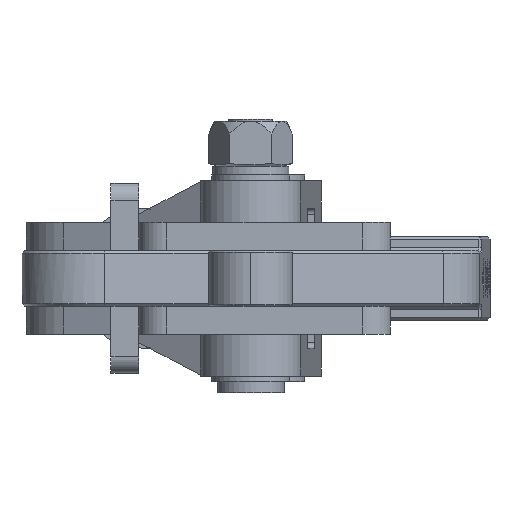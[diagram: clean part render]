
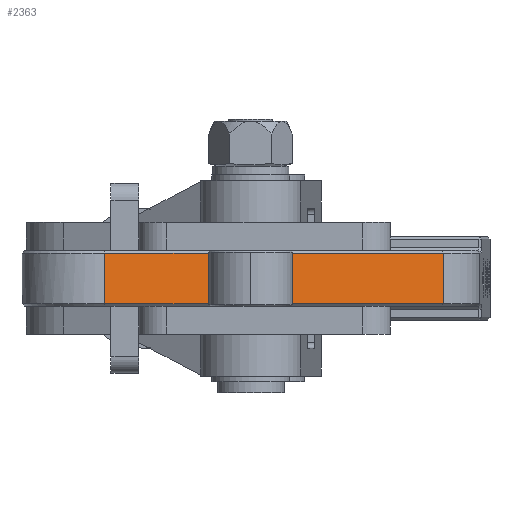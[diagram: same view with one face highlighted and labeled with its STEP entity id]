
A CAD part, front view. The second image highlights one B-rep face of the part: STEP entity #2363.
In plain terms, the highlighted face is planar.
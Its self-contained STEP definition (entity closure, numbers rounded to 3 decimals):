
#2363 = ADVANCED_FACE ( 'NONE', ( #32185 ), #23917, .F. ) ;
#4728 = LINE ( 'NONE', #12024, #4730 ) ;
#4730 = VECTOR ( 'NONE', #12025, 1000. ) ;
#4736 = LINE ( 'NONE', #12055, #4739 ) ;
#4739 = VECTOR ( 'NONE', #12056, 1000. ) ;
#4740 = LINE ( 'NONE', #12059, #4743 ) ;
#4743 = VECTOR ( 'NONE', #12060, 1000. ) ;
#4744 = LINE ( 'NONE', #12063, #4747 ) ;
#4747 = VECTOR ( 'NONE', #12064, 1000. ) ;
#6141 = CARTESIAN_POINT ( 'NONE',  ( -2913.405, -237.204, 12. ) ) ;
#6148 = CARTESIAN_POINT ( 'NONE',  ( -2973.435, -213.297, 12. ) ) ;
#6177 = CARTESIAN_POINT ( 'NONE',  ( -2913.405, -237.204, 3. ) ) ;
#6195 = CARTESIAN_POINT ( 'NONE',  ( -2973.435, -213.297, 3. ) ) ;
#12024 = CARTESIAN_POINT ( 'NONE',  ( -2973.435, -213.297, 15. ) ) ;
#12025 = DIRECTION ( 'NONE',  ( 0., 0., -1. ) ) ;
#12055 = CARTESIAN_POINT ( 'NONE',  ( -2913.405, -237.204, 15. ) ) ;
#12056 = DIRECTION ( 'NONE',  ( 0., 0., -1. ) ) ;
#12059 = CARTESIAN_POINT ( 'NONE',  ( -2973.435, -213.297, 12. ) ) ;
#12060 = DIRECTION ( 'NONE',  ( -0.929, 0.37, 0. ) ) ;
#12063 = CARTESIAN_POINT ( 'NONE',  ( -2973.435, -213.297, 3. ) ) ;
#12064 = DIRECTION ( 'NONE',  ( 0.929, -0.37, 0. ) ) ;
#15508 = VERTEX_POINT ( 'NONE', #6141 ) ;
#15515 = VERTEX_POINT ( 'NONE', #6148 ) ;
#15544 = VERTEX_POINT ( 'NONE', #6177 ) ;
#15562 = VERTEX_POINT ( 'NONE', #6195 ) ;
#15756 = AXIS2_PLACEMENT_3D ( 'NONE', #23912, #23920, #23921 ) ;
#17888 = EDGE_CURVE ( 'NONE', #15515, #15562, #4728, .T. ) ;
#17898 = EDGE_CURVE ( 'NONE', #15508, #15544, #4736, .T. ) ;
#17901 = EDGE_CURVE ( 'NONE', #15508, #15515, #4740, .T. ) ;
#17905 = EDGE_CURVE ( 'NONE', #15562, #15544, #4744, .T. ) ;
#19061 = EDGE_LOOP ( 'NONE', ( #20433, #20434, #20435, #20436 ) ) ;
#20433 = ORIENTED_EDGE ( 'NONE', *, *, #17898, .F. ) ;
#20434 = ORIENTED_EDGE ( 'NONE', *, *, #17901, .T. ) ;
#20435 = ORIENTED_EDGE ( 'NONE', *, *, #17888, .T. ) ;
#20436 = ORIENTED_EDGE ( 'NONE', *, *, #17905, .T. ) ;
#23912 = CARTESIAN_POINT ( 'NONE',  ( -2973.435, -213.297, 15. ) ) ;
#23917 = PLANE ( 'NONE',  #15756 ) ;
#23920 = DIRECTION ( 'NONE',  ( 0.37, 0.929, 0. ) ) ;
#23921 = DIRECTION ( 'NONE',  ( -0.929, 0.37, 0. ) ) ;
#32185 = FACE_OUTER_BOUND ( 'NONE', #19061, .T. ) ;
